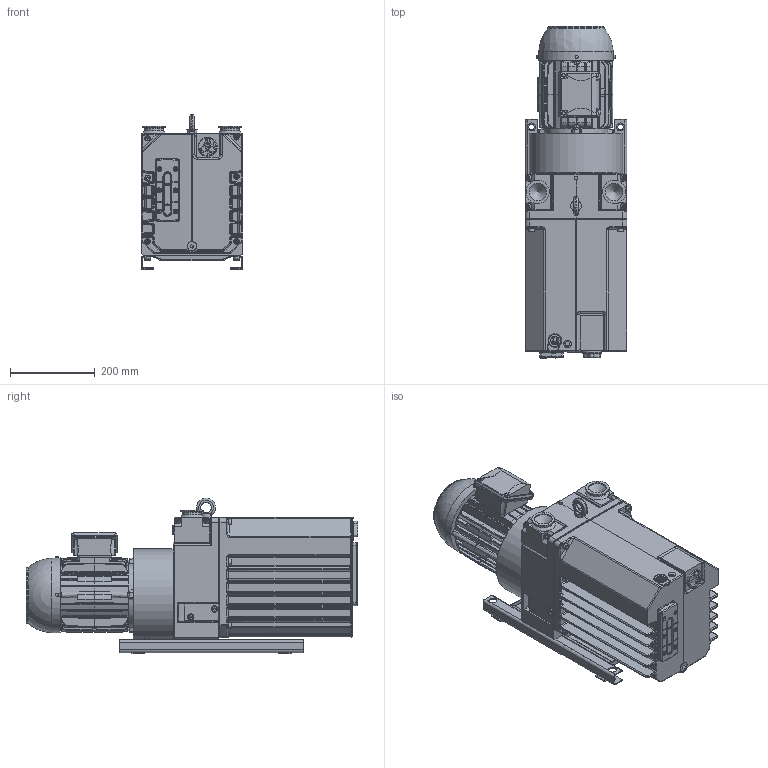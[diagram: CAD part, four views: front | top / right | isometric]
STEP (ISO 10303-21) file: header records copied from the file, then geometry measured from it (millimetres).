
FILE_DESCRIPTION(/* description */ ('Transferdokumente'),/* implementation_level */ '2;1');
FILE_NAME(/* name */ 'PK 900 482 E_SW-T-PK900482E_SW.stp',/* time_stamp */ '2025-11-12T13:13:01+01:00',/* author */ ('dennis.funk'),/* organization */ (''),/* preprocessor_version */ 'ST-DEVELOPER v18.1',/* originating_system */ 'Autodesk Inventor 2021',/* authorisation */ '');
FILE_SCHEMA (('AUTOMOTIVE_DESIGN { 1 0 10303 214 3 1 1 }'));
Products named in the file (1): PK900482E_SW
Bounding box: 240.42 x 784.26 x 368.2 mm (x, y, z)
Volume: 20553800.8 mm3; surface area: 2016328.8 mm2
Topology: 1 solids, 2 shells, 3864 faces, 9788 edges, 6052 vertices
Faces by surface type: plane 1831, cylinder 954, bspline 648, cone 222, torus 142, sphere 67
Full cylindrical faces by diameter (mm): 3 x1, 4.917 x2, 5 x3, 6 x16, 6.647 x5, 6.7 x6, 7 x4, 7.5 x7, 8 x11, 8.376 x1, 8.7 x4, 9 x11, 10 x6, 11 x4, 11.2 x6, 11.445 x1, 11.8 x1, 12.2 x1, 13 x26, 15 x10, 19 x4, 19.8 x1, 20 x1, 21 x1, 22 x2, 22.8 x1, 24.95 x1, 25 x1, 28.1 x1, 41.2 x2
Entity records: 147415 total; most frequent: CARTESIAN_POINT 53469, ORIENTED_EDGE 19414, DIRECTION 17964, EDGE_CURVE 9707, AXIS2_PLACEMENT_3D 6491, VERTEX_POINT 6052, LINE 4982, VECTOR 4982
